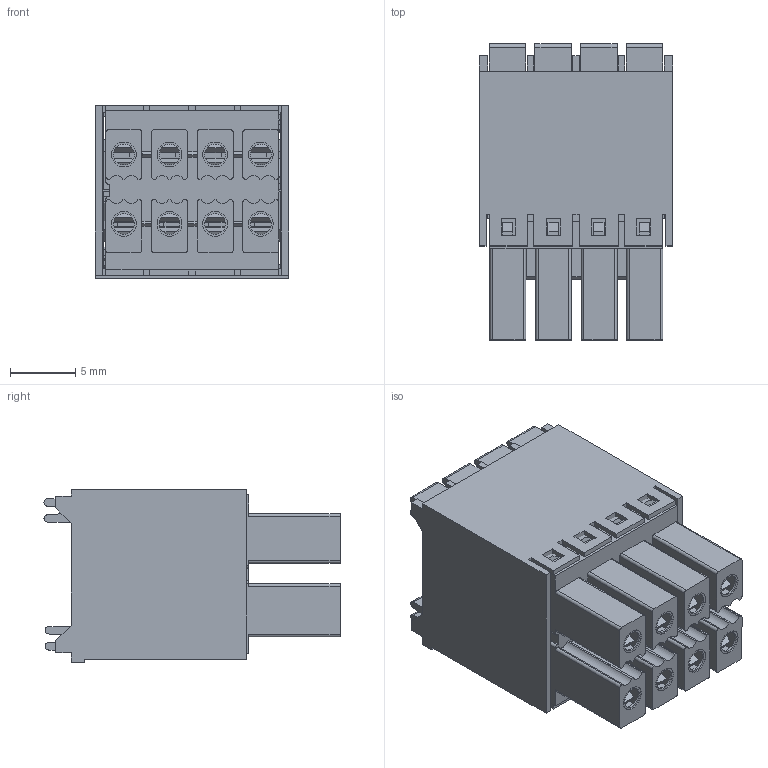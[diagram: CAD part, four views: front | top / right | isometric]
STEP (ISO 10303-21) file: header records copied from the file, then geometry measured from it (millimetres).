
FILE_DESCRIPTION(/* description */ ('Unknown'),/* implementation_level */ '2;1');
FILE_NAME(/* name */ '691379100006',/* time_stamp */ '2024-12-02T11:51:09+01:00',/* author */ ('Unknown'),/* organization */ ('Unknown'),/* preprocessor_version */ 'ST-DEVELOPER v19.4',/* originating_system */ 'Solid Edge',/* authorisation */ 'Unknown');
FILE_SCHEMA (('AUTOMOTIVE_DESIGN {1 0 10303 214 3 1 1}'));
Length unit declared in the file: millimetre
Products named in the file (7): 6913791000xx; 691379100008; 691379100008-2; 6913791000xx_Terminal Lever; 6913791000xx_Contact; 6913791800xx_Contact part 1; 6913791800xx_Contact part 2
Assembly tree (20 placements, depth 3):
  6913791000xx
    691379100008
    691379100008-2
    6913791000xx_Terminal Lever  x8
    6913791000xx_Contact  x8
      6913791800xx_Contact part 1
      6913791800xx_Contact part 2
Bounding box: 14.8 x 22.7 x 13.25 mm (x, y, z)
Volume: 1884.5 mm3; surface area: 7625.8 mm2
Topology: 26 solids, 26 shells, 1898 faces, 5389 edges, 3545 vertices
Faces by surface type: plane 1336, cylinder 522, bspline 40
Full cylindrical faces by diameter (mm): 1.6 x8, 1.9 x8, 3 x8
Entity records: 26178 total; most frequent: CARTESIAN_POINT 5064, ORIENTED_EDGE 4476, DIRECTION 4100, EDGE_CURVE 2238, LINE 1912, VECTOR 1912, VERTEX_POINT 1482, AXIS2_PLACEMENT_3D 1094
